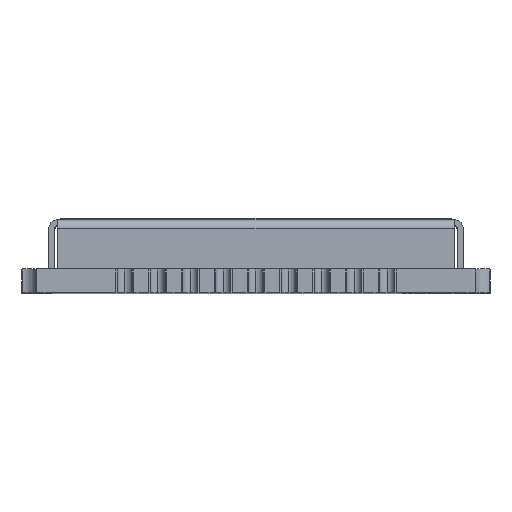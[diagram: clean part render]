
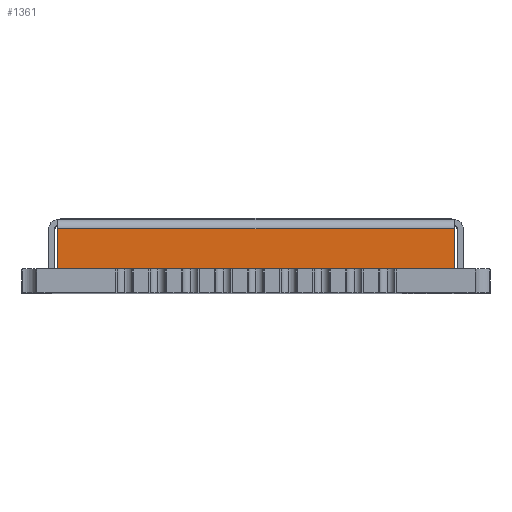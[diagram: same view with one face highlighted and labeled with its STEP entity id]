
A CAD part, top view. The second image highlights one B-rep face of the part: STEP entity #1361.
In plain terms, the highlighted planar face has unit normal (0, 0, 1).
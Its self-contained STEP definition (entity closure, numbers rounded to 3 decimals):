
#523 = CARTESIAN_POINT ( 'NONE',  ( -6.95, 0.8, 7.9 ) ) ;
#566 = LINE ( 'NONE', #17729, #2632 ) ;
#896 = VERTEX_POINT ( 'NONE', #10188 ) ;
#1361 = ADVANCED_FACE ( 'NONE', ( #2992 ), #5735, .F. ) ;
#1469 = EDGE_CURVE ( 'NONE', #19335, #16598, #16880, .T. ) ;
#1906 = EDGE_CURVE ( 'NONE', #16598, #896, #2406, .T. ) ;
#2022 = VECTOR ( 'NONE', #18545, 1000. ) ;
#2406 = LINE ( 'NONE', #5428, #16857 ) ;
#2527 = DIRECTION ( 'NONE',  ( 0., 1., 0. ) ) ;
#2632 = VECTOR ( 'NONE', #21628, 1000. ) ;
#2992 = FACE_OUTER_BOUND ( 'NONE', #13666, .T. ) ;
#5428 = CARTESIAN_POINT ( 'NONE',  ( -6.95, 0.8, 7.9 ) ) ;
#5524 = DIRECTION ( 'NONE',  ( 0., 1., 0. ) ) ;
#5667 = VECTOR ( 'NONE', #6220, 1000. ) ;
#5686 = ORIENTED_EDGE ( 'NONE', *, *, #1906, .T. ) ;
#5735 = PLANE ( 'NONE',  #14656 ) ;
#6220 = DIRECTION ( 'NONE',  ( 1., 0., 0. ) ) ;
#6427 = CARTESIAN_POINT ( 'NONE',  ( -5.05, 0.8, 7.9 ) ) ;
#7506 = CARTESIAN_POINT ( 'NONE',  ( 5.05, 0.8, 7.9 ) ) ;
#7621 = CARTESIAN_POINT ( 'NONE',  ( -6.65, 2.15, 7.9 ) ) ;
#8564 = ORIENTED_EDGE ( 'NONE', *, *, #20211, .T. ) ;
#8753 = EDGE_CURVE ( 'NONE', #20065, #21590, #13056, .T. ) ;
#9109 = ORIENTED_EDGE ( 'NONE', *, *, #12591, .T. ) ;
#9140 = DIRECTION ( 'NONE',  ( 1., 0., 0. ) ) ;
#10188 = CARTESIAN_POINT ( 'NONE',  ( 6.65, 0.8, 7.9 ) ) ;
#11268 = VECTOR ( 'NONE', #5524, 1000. ) ;
#11506 = CARTESIAN_POINT ( 'NONE',  ( -6.95, 2.45, 7.9 ) ) ;
#12518 = CARTESIAN_POINT ( 'NONE',  ( 6.65, 2.15, 7.9 ) ) ;
#12591 = EDGE_CURVE ( 'NONE', #896, #20333, #13326, .T. ) ;
#13022 = CARTESIAN_POINT ( 'NONE',  ( -6.95, 2.15, 7.9 ) ) ;
#13056 = LINE ( 'NONE', #14802, #11268 ) ;
#13216 = ORIENTED_EDGE ( 'NONE', *, *, #8753, .F. ) ;
#13326 = LINE ( 'NONE', #17623, #23426 ) ;
#13420 = DIRECTION ( 'NONE',  ( -1., 0., 0. ) ) ;
#13666 = EDGE_LOOP ( 'NONE', ( #8564, #23792, #5686, #9109, #23223, #13216 ) ) ;
#14656 = AXIS2_PLACEMENT_3D ( 'NONE', #11506, #15314, #13420 ) ;
#14802 = CARTESIAN_POINT ( 'NONE',  ( -6.65, 0., 7.9 ) ) ;
#15314 = DIRECTION ( 'NONE',  ( 0., 0., -1. ) ) ;
#16598 = VERTEX_POINT ( 'NONE', #7506 ) ;
#16826 = CARTESIAN_POINT ( 'NONE',  ( -6.65, 0.8, 7.9 ) ) ;
#16857 = VECTOR ( 'NONE', #9140, 1000. ) ;
#16880 = LINE ( 'NONE', #523, #5667 ) ;
#17088 = LINE ( 'NONE', #13022, #2022 ) ;
#17623 = CARTESIAN_POINT ( 'NONE',  ( 6.65, 0., 7.9 ) ) ;
#17729 = CARTESIAN_POINT ( 'NONE',  ( -6.95, 0.8, 7.9 ) ) ;
#18306 = EDGE_CURVE ( 'NONE', #20333, #21590, #17088, .T. ) ;
#18545 = DIRECTION ( 'NONE',  ( -1., 0., 0. ) ) ;
#19335 = VERTEX_POINT ( 'NONE', #6427 ) ;
#20065 = VERTEX_POINT ( 'NONE', #16826 ) ;
#20211 = EDGE_CURVE ( 'NONE', #20065, #19335, #566, .T. ) ;
#20333 = VERTEX_POINT ( 'NONE', #12518 ) ;
#21590 = VERTEX_POINT ( 'NONE', #7621 ) ;
#21628 = DIRECTION ( 'NONE',  ( 1., 0., 0. ) ) ;
#23223 = ORIENTED_EDGE ( 'NONE', *, *, #18306, .T. ) ;
#23426 = VECTOR ( 'NONE', #2527, 1000. ) ;
#23792 = ORIENTED_EDGE ( 'NONE', *, *, #1469, .T. ) ;
